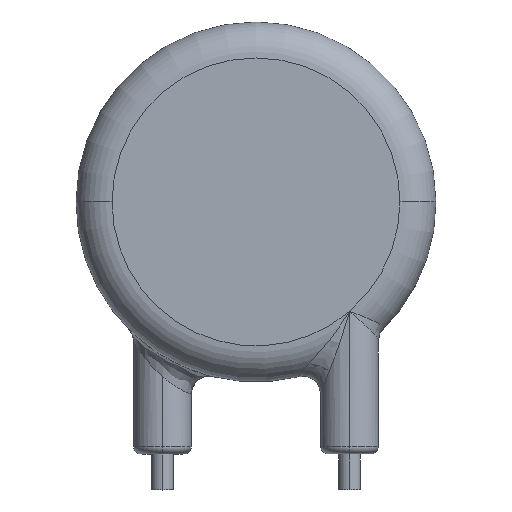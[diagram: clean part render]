
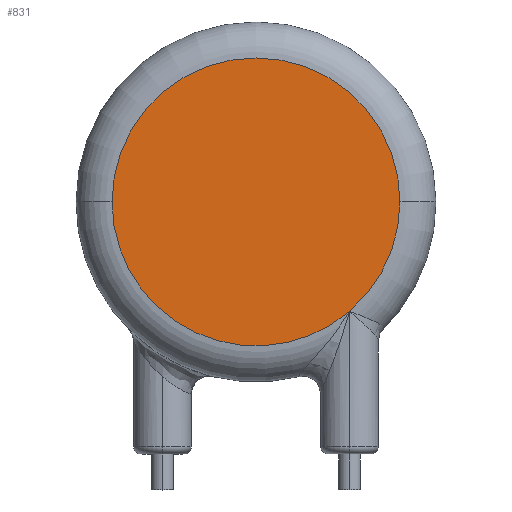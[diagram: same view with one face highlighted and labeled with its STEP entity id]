
A CAD part, top view. The second image highlights one B-rep face of the part: STEP entity #831.
In plain terms, the highlighted planar face has unit normal (0, 0, 1).
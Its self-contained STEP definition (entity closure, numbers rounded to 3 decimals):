
#25 = CIRCLE ( 'NONE', #1022, 4. ) ;
#29 = FACE_OUTER_BOUND ( 'NONE', #637, .T. ) ;
#64 = ORIENTED_EDGE ( 'NONE', *, *, #174, .T. ) ;
#168 = AXIS2_PLACEMENT_3D ( 'NONE', #854, #440, #1039 ) ;
#174 = EDGE_CURVE ( 'NONE', #548, #989, #271, .T. ) ;
#231 = CARTESIAN_POINT ( 'NONE',  ( -4., 7., 2. ) ) ;
#271 = CIRCLE ( 'NONE', #168, 4. ) ;
#321 = CIRCLE ( 'NONE', #357, 4. ) ;
#357 = AXIS2_PLACEMENT_3D ( 'NONE', #668, #665, #664 ) ;
#362 = CARTESIAN_POINT ( 'NONE',  ( 4., 7., 2. ) ) ;
#440 = DIRECTION ( 'NONE',  ( 0., 0., 1. ) ) ;
#487 = VERTEX_POINT ( 'NONE', #362 ) ;
#548 = VERTEX_POINT ( 'NONE', #231 ) ;
#637 = EDGE_LOOP ( 'NONE', ( #1175, #676, #64 ) ) ;
#664 = DIRECTION ( 'NONE',  ( 1., 0., 0. ) ) ;
#665 = DIRECTION ( 'NONE',  ( 0., 0., 1. ) ) ;
#668 = CARTESIAN_POINT ( 'NONE',  ( 0., 7., 2. ) ) ;
#676 = ORIENTED_EDGE ( 'NONE', *, *, #849, .T. ) ;
#719 = CARTESIAN_POINT ( 'NONE',  ( 2.6, 3.96, 2. ) ) ;
#831 = ADVANCED_FACE ( 'NONE', ( #29 ), #981, .T. ) ;
#849 = EDGE_CURVE ( 'NONE', #487, #548, #25, .T. ) ;
#854 = CARTESIAN_POINT ( 'NONE',  ( 0., 7., 2. ) ) ;
#927 = DIRECTION ( 'NONE',  ( 1., 0., 0. ) ) ;
#930 = DIRECTION ( 'NONE',  ( 0., 0., 1. ) ) ;
#931 = CARTESIAN_POINT ( 'NONE',  ( 0., 7., 2. ) ) ;
#978 = DIRECTION ( 'NONE',  ( 1., 0., 0. ) ) ;
#979 = EDGE_CURVE ( 'NONE', #989, #487, #321, .T. ) ;
#980 = DIRECTION ( 'NONE',  ( 0., 0., 1. ) ) ;
#981 = PLANE ( 'NONE',  #1166 ) ;
#989 = VERTEX_POINT ( 'NONE', #719 ) ;
#1022 = AXIS2_PLACEMENT_3D ( 'NONE', #931, #930, #927 ) ;
#1039 = DIRECTION ( 'NONE',  ( 1., 0., 0. ) ) ;
#1109 = CARTESIAN_POINT ( 'NONE',  ( 0., 7., 2. ) ) ;
#1166 = AXIS2_PLACEMENT_3D ( 'NONE', #1109, #980, #978 ) ;
#1175 = ORIENTED_EDGE ( 'NONE', *, *, #979, .T. ) ;
